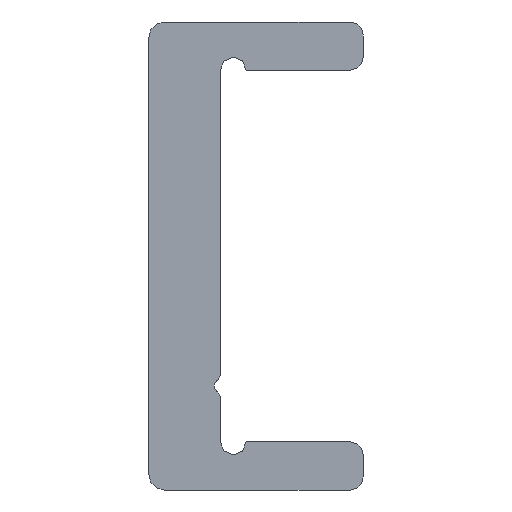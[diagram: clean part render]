
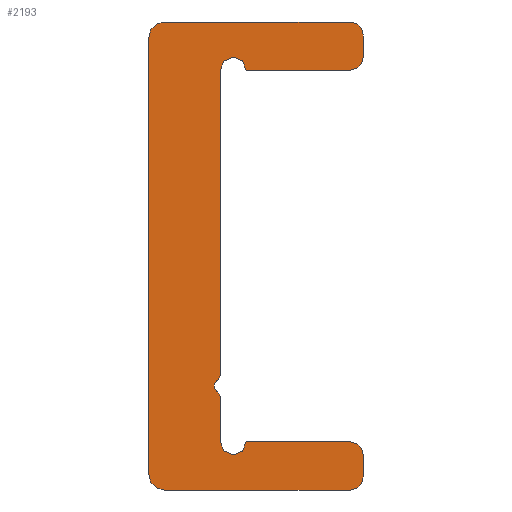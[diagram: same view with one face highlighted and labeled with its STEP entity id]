
A CAD part, left-side view. The second image highlights one B-rep face of the part: STEP entity #2193.
In plain terms, the highlighted planar face has unit normal (-1, 0, 0).
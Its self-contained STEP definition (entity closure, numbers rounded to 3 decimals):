
#1376=CARTESIAN_POINT('',(0.0,1.375,-4.567));
#1377=VERTEX_POINT('',#1376);
#1384=CARTESIAN_POINT('',(0.0,1.5,-4.783));
#1385=VERTEX_POINT('',#1384);
#1386=CARTESIAN_POINT('',(0.0,1.625,-4.567));
#1387=DIRECTION('',(1.0,0.0,0.0));
#1388=DIRECTION('',(0.0,-1.0,0.0));
#1389=AXIS2_PLACEMENT_3D('',#1386,#1387,#1388);
#1390=CIRCLE('',#1389,0.25);
#1391=EDGE_CURVE('',#1377,#1385,#1390,.T.);
#1501=CARTESIAN_POINT('',(0.0,1.375,7.15));
#1502=VERTEX_POINT('',#1501);
#1509=CARTESIAN_POINT('',(0.0,1.375,7.15));
#1510=DIRECTION('',(0.0,0.0,-1.0));
#1511=VECTOR('',#1510,11.717);
#1512=LINE('',#1509,#1511);
#1513=EDGE_CURVE('',#1502,#1377,#1512,.T.);
#1565=CARTESIAN_POINT('',(0.0,-4.125,-8.5));
#1566=VERTEX_POINT('',#1565);
#1573=CARTESIAN_POINT('',(0.0,-3.625,-9.0));
#1574=VERTEX_POINT('',#1573);
#1575=CARTESIAN_POINT('',(0.0,-3.625,-8.5));
#1576=DIRECTION('',(1.0,0.0,0.0));
#1577=DIRECTION('',(0.0,-1.0,0.0));
#1578=AXIS2_PLACEMENT_3D('',#1575,#1576,#1577);
#1579=CIRCLE('',#1578,0.5);
#1580=EDGE_CURVE('',#1566,#1574,#1579,.T.);
#1604=CARTESIAN_POINT('',(0.0,-4.125,-7.65));
#1605=VERTEX_POINT('',#1604);
#1612=CARTESIAN_POINT('',(0.0,-4.125,-7.65));
#1613=DIRECTION('',(0.0,0.0,-1.0));
#1614=VECTOR('',#1613,0.85);
#1615=LINE('',#1612,#1614);
#1616=EDGE_CURVE('',#1605,#1566,#1615,.T.);
#1636=CARTESIAN_POINT('',(0.0,-3.625,-7.15));
#1637=VERTEX_POINT('',#1636);
#1644=CARTESIAN_POINT('',(0.0,-3.625,-7.65));
#1645=DIRECTION('',(1.0,0.0,0.0));
#1646=DIRECTION('',(0.0,0.0,1.0));
#1647=AXIS2_PLACEMENT_3D('',#1644,#1645,#1646);
#1648=CIRCLE('',#1647,0.5);
#1649=EDGE_CURVE('',#1637,#1605,#1648,.T.);
#1668=CARTESIAN_POINT('',(0.0,0.375,-7.15));
#1669=VERTEX_POINT('',#1668);
#1676=CARTESIAN_POINT('',(0.0,0.375,-7.15));
#1677=DIRECTION('',(0.0,-1.0,0.0));
#1678=VECTOR('',#1677,4.);
#1679=LINE('',#1676,#1678);
#1680=EDGE_CURVE('',#1669,#1637,#1679,.T.);
#1700=CARTESIAN_POINT('',(0.0,1.375,-7.15));
#1701=VERTEX_POINT('',#1700);
#1708=CARTESIAN_POINT('',(0.0,0.875,-7.15));
#1709=DIRECTION('',(-1.0,0.0,0.0));
#1710=DIRECTION('',(0.0,1.,0.));
#1711=AXIS2_PLACEMENT_3D('',#1708,#1709,#1710);
#1712=CIRCLE('',#1711,0.5);
#1713=EDGE_CURVE('',#1701,#1669,#1712,.T.);
#1732=CARTESIAN_POINT('',(0.0,1.375,-5.433));
#1733=VERTEX_POINT('',#1732);
#1740=CARTESIAN_POINT('',(0.0,1.375,-5.433));
#1741=DIRECTION('',(0.0,0.0,-1.0));
#1742=VECTOR('',#1741,1.717);
#1743=LINE('',#1740,#1742);
#1744=EDGE_CURVE('',#1733,#1701,#1743,.T.);
#1764=CARTESIAN_POINT('',(0.0,1.5,-5.217));
#1765=VERTEX_POINT('',#1764);
#1772=CARTESIAN_POINT('',(0.0,1.625,-5.433));
#1773=DIRECTION('',(1.0,0.0,0.0));
#1774=DIRECTION('',(0.0,-0.5,0.866));
#1775=AXIS2_PLACEMENT_3D('',#1772,#1773,#1774);
#1776=CIRCLE('',#1775,0.25);
#1777=EDGE_CURVE('',#1765,#1733,#1776,.T.);
#1796=CARTESIAN_POINT('',(0.0,1.375,-5.0));
#1797=DIRECTION('',(-1.0,0.0,0.0));
#1798=DIRECTION('',(0.0,-0.5,0.866));
#1799=AXIS2_PLACEMENT_3D('',#1796,#1797,#1798);
#1800=CIRCLE('',#1799,0.25);
#1801=EDGE_CURVE('',#1385,#1765,#1800,.T.);
#1821=CARTESIAN_POINT('',(0.0,0.375,7.15));
#1822=VERTEX_POINT('',#1821);
#1829=CARTESIAN_POINT('',(0.0,0.875,7.15));
#1830=DIRECTION('',(-1.0,0.0,0.0));
#1831=DIRECTION('',(0.0,-1.0,0.0));
#1832=AXIS2_PLACEMENT_3D('',#1829,#1830,#1831);
#1833=CIRCLE('',#1832,0.5);
#1834=EDGE_CURVE('',#1822,#1502,#1833,.T.);
#1853=CARTESIAN_POINT('',(0.0,-3.625,7.15));
#1854=VERTEX_POINT('',#1853);
#1861=CARTESIAN_POINT('',(0.0,-3.625,7.15));
#1862=DIRECTION('',(0.0,1.0,0.0));
#1863=VECTOR('',#1862,4.0);
#1864=LINE('',#1861,#1863);
#1865=EDGE_CURVE('',#1854,#1822,#1864,.T.);
#1885=CARTESIAN_POINT('',(0.0,-4.125,7.65));
#1886=VERTEX_POINT('',#1885);
#1893=CARTESIAN_POINT('',(0.0,-3.625,7.65));
#1894=DIRECTION('',(1.0,0.0,0.0));
#1895=DIRECTION('',(0.0,-1.0,0.0));
#1896=AXIS2_PLACEMENT_3D('',#1893,#1894,#1895);
#1897=CIRCLE('',#1896,0.5);
#1898=EDGE_CURVE('',#1886,#1854,#1897,.T.);
#1917=CARTESIAN_POINT('',(0.0,-4.125,8.5));
#1918=VERTEX_POINT('',#1917);
#1925=CARTESIAN_POINT('',(0.0,-4.125,8.5));
#1926=DIRECTION('',(0.0,0.0,-1.0));
#1927=VECTOR('',#1926,0.85);
#1928=LINE('',#1925,#1927);
#1929=EDGE_CURVE('',#1918,#1886,#1928,.T.);
#1949=CARTESIAN_POINT('',(0.0,-3.625,9.0));
#1950=VERTEX_POINT('',#1949);
#1957=CARTESIAN_POINT('',(0.0,-3.625,8.5));
#1958=DIRECTION('',(1.0,0.0,0.0));
#1959=DIRECTION('',(0.0,0.0,1.0));
#1960=AXIS2_PLACEMENT_3D('',#1957,#1958,#1959);
#1961=CIRCLE('',#1960,0.5);
#1962=EDGE_CURVE('',#1950,#1918,#1961,.T.);
#1981=CARTESIAN_POINT('',(0.0,3.525,9.0));
#1982=VERTEX_POINT('',#1981);
#1989=CARTESIAN_POINT('',(0.0,3.525,9.0));
#1990=DIRECTION('',(0.0,-1.0,0.0));
#1991=VECTOR('',#1990,7.15);
#1992=LINE('',#1989,#1991);
#1993=EDGE_CURVE('',#1982,#1950,#1992,.T.);
#2013=CARTESIAN_POINT('',(0.0,4.125,8.4));
#2014=VERTEX_POINT('',#2013);
#2021=CARTESIAN_POINT('',(0.0,3.525,8.4));
#2022=DIRECTION('',(1.0,0.0,0.0));
#2023=DIRECTION('',(0.0,1.0,0.0));
#2024=AXIS2_PLACEMENT_3D('',#2021,#2022,#2023);
#2025=CIRCLE('',#2024,0.6);
#2026=EDGE_CURVE('',#2014,#1982,#2025,.T.);
#2045=CARTESIAN_POINT('',(0.0,4.125,-8.4));
#2046=VERTEX_POINT('',#2045);
#2053=CARTESIAN_POINT('',(0.0,4.125,-8.4));
#2054=DIRECTION('',(0.0,0.0,1.0));
#2055=VECTOR('',#2054,16.8);
#2056=LINE('',#2053,#2055);
#2057=EDGE_CURVE('',#2046,#2014,#2056,.T.);
#2125=CARTESIAN_POINT('',(0.0,3.525,-9.0));
#2126=VERTEX_POINT('',#2125);
#2133=CARTESIAN_POINT('',(0.0,3.525,-8.4));
#2134=DIRECTION('',(1.0,0.0,0.0));
#2135=DIRECTION('',(0.0,0.0,-1.0));
#2136=AXIS2_PLACEMENT_3D('',#2133,#2134,#2135);
#2137=CIRCLE('',#2136,0.6);
#2138=EDGE_CURVE('',#2126,#2046,#2137,.T.);
#2156=CARTESIAN_POINT('',(0.0,-3.625,-9.0));
#2157=DIRECTION('',(0.0,1.0,0.0));
#2158=VECTOR('',#2157,7.15);
#2159=LINE('',#2156,#2158);
#2160=EDGE_CURVE('',#1574,#2126,#2159,.T.);
#2166=CARTESIAN_POINT('',(0.0,1.046,-0.014));
#2167=DIRECTION('',(1.0,0.0,0.0));
#2168=DIRECTION('',(0.0,0.0,-1.0));
#2169=AXIS2_PLACEMENT_3D('',#2166,#2167,#2168);
#2170=PLANE('',#2169);
#2171=ORIENTED_EDGE('',*,*,#2160,.F.);
#2172=ORIENTED_EDGE('',*,*,#1580,.F.);
#2173=ORIENTED_EDGE('',*,*,#1616,.F.);
#2174=ORIENTED_EDGE('',*,*,#1649,.F.);
#2175=ORIENTED_EDGE('',*,*,#1680,.F.);
#2176=ORIENTED_EDGE('',*,*,#1713,.F.);
#2177=ORIENTED_EDGE('',*,*,#1744,.F.);
#2178=ORIENTED_EDGE('',*,*,#1777,.F.);
#2179=ORIENTED_EDGE('',*,*,#1801,.F.);
#2180=ORIENTED_EDGE('',*,*,#1391,.F.);
#2181=ORIENTED_EDGE('',*,*,#1513,.F.);
#2182=ORIENTED_EDGE('',*,*,#1834,.F.);
#2183=ORIENTED_EDGE('',*,*,#1865,.F.);
#2184=ORIENTED_EDGE('',*,*,#1898,.F.);
#2185=ORIENTED_EDGE('',*,*,#1929,.F.);
#2186=ORIENTED_EDGE('',*,*,#1962,.F.);
#2187=ORIENTED_EDGE('',*,*,#1993,.F.);
#2188=ORIENTED_EDGE('',*,*,#2026,.F.);
#2189=ORIENTED_EDGE('',*,*,#2057,.F.);
#2190=ORIENTED_EDGE('',*,*,#2138,.F.);
#2191=EDGE_LOOP('',(#2171,#2172,#2173,#2174,#2175,#2176,#2177,#2178,#2179,#2180,#2181,#2182,#2183,#2184,#2185,#2186,#2187,#2188,#2189,#2190));
#2192=FACE_OUTER_BOUND('',#2191,.T.);
#2193=ADVANCED_FACE('',(#2192),#2170,.F.);
